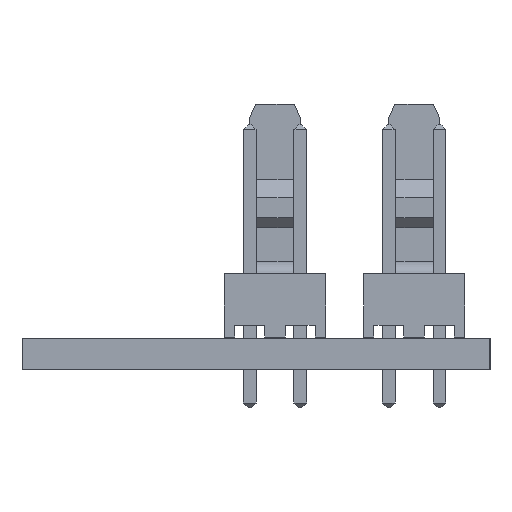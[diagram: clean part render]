
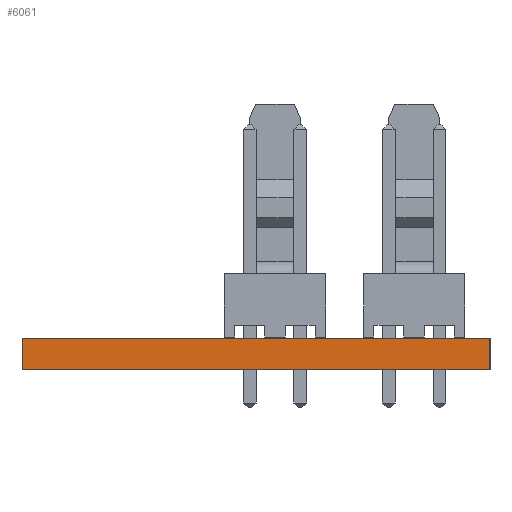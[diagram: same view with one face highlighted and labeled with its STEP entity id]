
A CAD part, left-side view. The second image highlights one B-rep face of the part: STEP entity #6061.
In plain terms, the highlighted planar face has unit normal (-1, 0, 0).
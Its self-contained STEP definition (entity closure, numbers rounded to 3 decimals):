
#4396 = PLANE('',#4397);
#4397 = AXIS2_PLACEMENT_3D('',#4398,#4399,#4400);
#4398 = CARTESIAN_POINT('',(108.585,-83.82,0.));
#4399 = DIRECTION('',(0.,1.,0.));
#4400 = DIRECTION('',(1.,0.,0.));
#4424 = PLANE('',#4425);
#4425 = AXIS2_PLACEMENT_3D('',#4426,#4427,#4428);
#4426 = CARTESIAN_POINT('',(144.463,-72.073,1.6));
#4427 = DIRECTION('',(0.,0.,1.));
#4428 = DIRECTION('',(1.,0.,-0.));
#4478 = PLANE('',#4479);
#4479 = AXIS2_PLACEMENT_3D('',#4480,#4481,#4482);
#4480 = CARTESIAN_POINT('',(144.463,-72.073,0.));
#4481 = DIRECTION('',(0.,0.,1.));
#4482 = DIRECTION('',(1.,0.,-0.));
#4493 = EDGE_CURVE('',#4494,#4496,#4498,.T.);
#4494 = VERTEX_POINT('',#4495);
#4495 = CARTESIAN_POINT('',(108.585,-83.82,0.));
#4496 = VERTEX_POINT('',#4497);
#4497 = CARTESIAN_POINT('',(108.585,-83.82,1.6));
#4498 = SURFACE_CURVE('',#4499,(#4503,#4510),.PCURVE_S1.);
#4499 = LINE('',#4500,#4501);
#4500 = CARTESIAN_POINT('',(108.585,-83.82,0.));
#4501 = VECTOR('',#4502,1.);
#4502 = DIRECTION('',(0.,0.,1.));
#4503 = PCURVE('',#4396,#4504);
#4504 = DEFINITIONAL_REPRESENTATION('',(#4505),#4509);
#4505 = LINE('',#4506,#4507);
#4506 = CARTESIAN_POINT('',(0.,0.));
#4507 = VECTOR('',#4508,1.);
#4508 = DIRECTION('',(0.,-1.));
#4509 = ( GEOMETRIC_REPRESENTATION_CONTEXT(2) 
PARAMETRIC_REPRESENTATION_CONTEXT() REPRESENTATION_CONTEXT('2D SPACE',''
  ) );
#4510 = PCURVE('',#4511,#4516);
#4511 = PLANE('',#4512);
#4512 = AXIS2_PLACEMENT_3D('',#4513,#4514,#4515);
#4513 = CARTESIAN_POINT('',(108.585,-60.325,0.));
#4514 = DIRECTION('',(1.,0.,-0.));
#4515 = DIRECTION('',(0.,-1.,0.));
#4516 = DEFINITIONAL_REPRESENTATION('',(#4517),#4521);
#4517 = LINE('',#4518,#4519);
#4518 = CARTESIAN_POINT('',(23.495,0.));
#4519 = VECTOR('',#4520,1.);
#4520 = DIRECTION('',(0.,-1.));
#4521 = ( GEOMETRIC_REPRESENTATION_CONTEXT(2) 
PARAMETRIC_REPRESENTATION_CONTEXT() REPRESENTATION_CONTEXT('2D SPACE',''
  ) );
#4609 = PLANE('',#4610);
#4610 = AXIS2_PLACEMENT_3D('',#4611,#4612,#4613);
#4611 = CARTESIAN_POINT('',(180.34,-60.325,0.));
#4612 = DIRECTION('',(0.,-1.,0.));
#4613 = DIRECTION('',(-1.,0.,0.));
#4648 = VERTEX_POINT('',#4649);
#4649 = CARTESIAN_POINT('',(108.585,-60.325,0.));
#4670 = EDGE_CURVE('',#4648,#4494,#4671,.T.);
#4671 = SURFACE_CURVE('',#4672,(#4676,#4683),.PCURVE_S1.);
#4672 = LINE('',#4673,#4674);
#4673 = CARTESIAN_POINT('',(108.585,-60.325,0.));
#4674 = VECTOR('',#4675,1.);
#4675 = DIRECTION('',(0.,-1.,0.));
#4676 = PCURVE('',#4478,#4677);
#4677 = DEFINITIONAL_REPRESENTATION('',(#4678),#4682);
#4678 = LINE('',#4679,#4680);
#4679 = CARTESIAN_POINT('',(-35.878,11.748));
#4680 = VECTOR('',#4681,1.);
#4681 = DIRECTION('',(0.,-1.));
#4682 = ( GEOMETRIC_REPRESENTATION_CONTEXT(2) 
PARAMETRIC_REPRESENTATION_CONTEXT() REPRESENTATION_CONTEXT('2D SPACE',''
  ) );
#4683 = PCURVE('',#4511,#4684);
#4684 = DEFINITIONAL_REPRESENTATION('',(#4685),#4689);
#4685 = LINE('',#4686,#4687);
#4686 = CARTESIAN_POINT('',(0.,0.));
#4687 = VECTOR('',#4688,1.);
#4688 = DIRECTION('',(1.,0.));
#4689 = ( GEOMETRIC_REPRESENTATION_CONTEXT(2) 
PARAMETRIC_REPRESENTATION_CONTEXT() REPRESENTATION_CONTEXT('2D SPACE',''
  ) );
#5418 = VERTEX_POINT('',#5419);
#5419 = CARTESIAN_POINT('',(108.585,-60.325,1.6));
#5440 = EDGE_CURVE('',#5418,#4496,#5441,.T.);
#5441 = SURFACE_CURVE('',#5442,(#5446,#5453),.PCURVE_S1.);
#5442 = LINE('',#5443,#5444);
#5443 = CARTESIAN_POINT('',(108.585,-60.325,1.6));
#5444 = VECTOR('',#5445,1.);
#5445 = DIRECTION('',(0.,-1.,0.));
#5446 = PCURVE('',#4424,#5447);
#5447 = DEFINITIONAL_REPRESENTATION('',(#5448),#5452);
#5448 = LINE('',#5449,#5450);
#5449 = CARTESIAN_POINT('',(-35.878,11.748));
#5450 = VECTOR('',#5451,1.);
#5451 = DIRECTION('',(0.,-1.));
#5452 = ( GEOMETRIC_REPRESENTATION_CONTEXT(2) 
PARAMETRIC_REPRESENTATION_CONTEXT() REPRESENTATION_CONTEXT('2D SPACE',''
  ) );
#5453 = PCURVE('',#4511,#5454);
#5454 = DEFINITIONAL_REPRESENTATION('',(#5455),#5459);
#5455 = LINE('',#5456,#5457);
#5456 = CARTESIAN_POINT('',(0.,-1.6));
#5457 = VECTOR('',#5458,1.);
#5458 = DIRECTION('',(1.,0.));
#5459 = ( GEOMETRIC_REPRESENTATION_CONTEXT(2) 
PARAMETRIC_REPRESENTATION_CONTEXT() REPRESENTATION_CONTEXT('2D SPACE',''
  ) );
#6061 = ADVANCED_FACE('',(#6062),#4511,.F.);
#6062 = FACE_BOUND('',#6063,.F.);
#6063 = EDGE_LOOP('',(#6064,#6085,#6086,#6087));
#6064 = ORIENTED_EDGE('',*,*,#6065,.T.);
#6065 = EDGE_CURVE('',#4648,#5418,#6066,.T.);
#6066 = SURFACE_CURVE('',#6067,(#6071,#6078),.PCURVE_S1.);
#6067 = LINE('',#6068,#6069);
#6068 = CARTESIAN_POINT('',(108.585,-60.325,0.));
#6069 = VECTOR('',#6070,1.);
#6070 = DIRECTION('',(0.,0.,1.));
#6071 = PCURVE('',#4511,#6072);
#6072 = DEFINITIONAL_REPRESENTATION('',(#6073),#6077);
#6073 = LINE('',#6074,#6075);
#6074 = CARTESIAN_POINT('',(0.,0.));
#6075 = VECTOR('',#6076,1.);
#6076 = DIRECTION('',(0.,-1.));
#6077 = ( GEOMETRIC_REPRESENTATION_CONTEXT(2) 
PARAMETRIC_REPRESENTATION_CONTEXT() REPRESENTATION_CONTEXT('2D SPACE',''
  ) );
#6078 = PCURVE('',#4609,#6079);
#6079 = DEFINITIONAL_REPRESENTATION('',(#6080),#6084);
#6080 = LINE('',#6081,#6082);
#6081 = CARTESIAN_POINT('',(71.755,0.));
#6082 = VECTOR('',#6083,1.);
#6083 = DIRECTION('',(0.,-1.));
#6084 = ( GEOMETRIC_REPRESENTATION_CONTEXT(2) 
PARAMETRIC_REPRESENTATION_CONTEXT() REPRESENTATION_CONTEXT('2D SPACE',''
  ) );
#6085 = ORIENTED_EDGE('',*,*,#5440,.T.);
#6086 = ORIENTED_EDGE('',*,*,#4493,.F.);
#6087 = ORIENTED_EDGE('',*,*,#4670,.F.);
